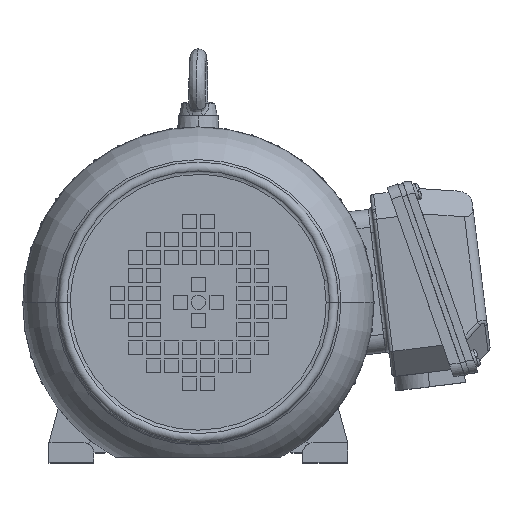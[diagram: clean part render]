
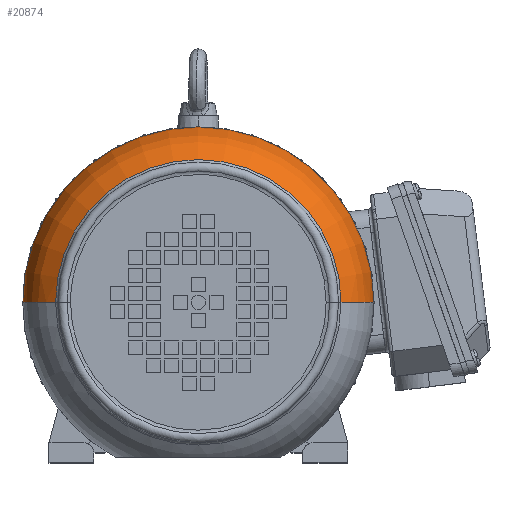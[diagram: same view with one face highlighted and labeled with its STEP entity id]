
A CAD part, top view. The second image highlights one B-rep face of the part: STEP entity #20874.
In plain terms, the highlighted toroidal (fillet/blend) face has major radius 56.5 mm and minor radius 41 mm.
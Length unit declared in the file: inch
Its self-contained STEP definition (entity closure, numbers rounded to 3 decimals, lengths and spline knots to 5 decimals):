
#1827 = DIRECTION ( 'NONE',  ( 1., 0., 0. ) ) ;
#2617 = CARTESIAN_POINT ( 'NONE',  ( 3.83858, 0., 1.5372 ) ) ;
#3754 = CARTESIAN_POINT ( 'NONE',  ( -3.12261, 0., 2.87839 ) ) ;
#5642 = CIRCLE ( 'NONE', #27535, 1.61417 ) ;
#6885 = ORIENTED_EDGE ( 'NONE', *, *, #8689, .F. ) ;
#8360 = CARTESIAN_POINT ( 'NONE',  ( 3.12261, 0., 2.87839 ) ) ;
#8642 = AXIS2_PLACEMENT_3D ( 'NONE', #50533, #27997, #24145 ) ;
#8689 = EDGE_CURVE ( 'NONE', #31349, #54230, #17642, .T. ) ;
#10874 = EDGE_LOOP ( 'NONE', ( #6885, #27194, #50953, #54901 ) ) ;
#12882 = AXIS2_PLACEMENT_3D ( 'NONE', #56401, #46783, #20412 ) ;
#16827 = DIRECTION ( 'NONE',  ( 0., -1., 0. ) ) ;
#17642 = CIRCLE ( 'NONE', #8642, 3.83858 ) ;
#19414 = CIRCLE ( 'NONE', #44001, 3.12261 ) ;
#20247 = VERTEX_POINT ( 'NONE', #3754 ) ;
#20412 = DIRECTION ( 'NONE',  ( -1., 0., 0. ) ) ;
#20874 = ADVANCED_FACE ( 'NONE', ( #51035 ), #30373, .T. ) ;
#24145 = DIRECTION ( 'NONE',  ( 0., -1., 0. ) ) ;
#26070 = AXIS2_PLACEMENT_3D ( 'NONE', #35949, #40382, #1827 ) ;
#26319 = EDGE_CURVE ( 'NONE', #31349, #20247, #35730, .T. ) ;
#27194 = ORIENTED_EDGE ( 'NONE', *, *, #26319, .T. ) ;
#27535 = AXIS2_PLACEMENT_3D ( 'NONE', #39160, #16827, #38388 ) ;
#27997 = DIRECTION ( 'NONE',  ( 0., 0., -1. ) ) ;
#30373 = TOROIDAL_SURFACE ( 'NONE', #26070, 2.22441, 1.61417 ) ;
#30885 = CARTESIAN_POINT ( 'NONE',  ( -3.83858, 0., 1.5372 ) ) ;
#31349 = VERTEX_POINT ( 'NONE', #30885 ) ;
#33398 = VERTEX_POINT ( 'NONE', #8360 ) ;
#35730 = CIRCLE ( 'NONE', #12882, 1.61417 ) ;
#35949 = CARTESIAN_POINT ( 'NONE',  ( 0., 0., 1.5372 ) ) ;
#36634 = DIRECTION ( 'NONE',  ( 0., 0., -1. ) ) ;
#36825 = DIRECTION ( 'NONE',  ( -1., 0., 0. ) ) ;
#38388 = DIRECTION ( 'NONE',  ( 0., 0., -1. ) ) ;
#39160 = CARTESIAN_POINT ( 'NONE',  ( 2.22441, 0., 1.5372 ) ) ;
#40382 = DIRECTION ( 'NONE',  ( 0., 0., 1. ) ) ;
#41295 = EDGE_CURVE ( 'NONE', #20247, #33398, #19414, .T. ) ;
#44001 = AXIS2_PLACEMENT_3D ( 'NONE', #53608, #36634, #36825 ) ;
#46783 = DIRECTION ( 'NONE',  ( 0., 1., 0. ) ) ;
#48421 = EDGE_CURVE ( 'NONE', #54230, #33398, #5642, .T. ) ;
#50533 = CARTESIAN_POINT ( 'NONE',  ( 0., 0., 1.5372 ) ) ;
#50953 = ORIENTED_EDGE ( 'NONE', *, *, #41295, .T. ) ;
#51035 = FACE_OUTER_BOUND ( 'NONE', #10874, .T. ) ;
#53608 = CARTESIAN_POINT ( 'NONE',  ( 0., 0., 2.87839 ) ) ;
#54230 = VERTEX_POINT ( 'NONE', #2617 ) ;
#54901 = ORIENTED_EDGE ( 'NONE', *, *, #48421, .F. ) ;
#56401 = CARTESIAN_POINT ( 'NONE',  ( -2.22441, 0., 1.5372 ) ) ;
